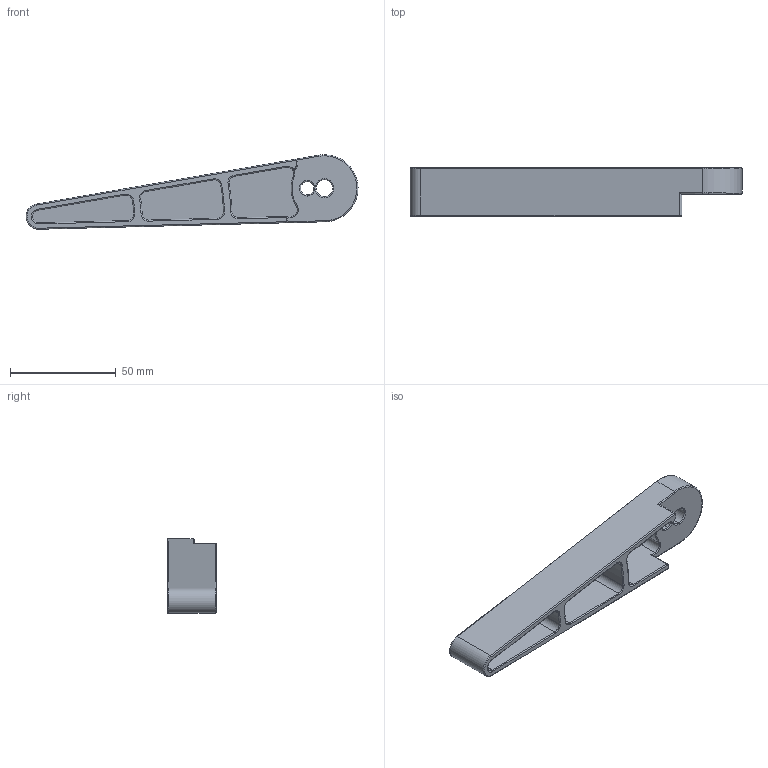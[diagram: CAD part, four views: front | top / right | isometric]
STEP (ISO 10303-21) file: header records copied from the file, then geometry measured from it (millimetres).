
FILE_DESCRIPTION (( 'STEP AP214' ), '1' );
FILE_NAME ('R2_RGB_Wire_Bender.STEP', '2023-11-17T22:13:23', ( '' ), ( '' ), 'SwSTEP 2.0', 'SolidWorks 2019', '' );
FILE_SCHEMA (( 'AUTOMOTIVE_DESIGN' ));
Length unit declared in the file: millimetre
Products named in the file (1): R2_RGB_Wire_Bender
Bounding box: 157.21 x 23.05 x 35.28 mm (x, y, z)
Volume: 33498.2 mm3; surface area: 21083 mm2
Topology: 1 solids, 1 shells, 149 faces, 368 edges, 224 vertices
Faces by surface type: cylinder 68, torus 61, plane 20
Entity records: 4549 total; most frequent: DIRECTION 917, CARTESIAN_POINT 775, ORIENTED_EDGE 736, AXIS2_PLACEMENT_3D 404, EDGE_CURVE 368, CIRCLE 254, VERTEX_POINT 224, EDGE_LOOP 156
